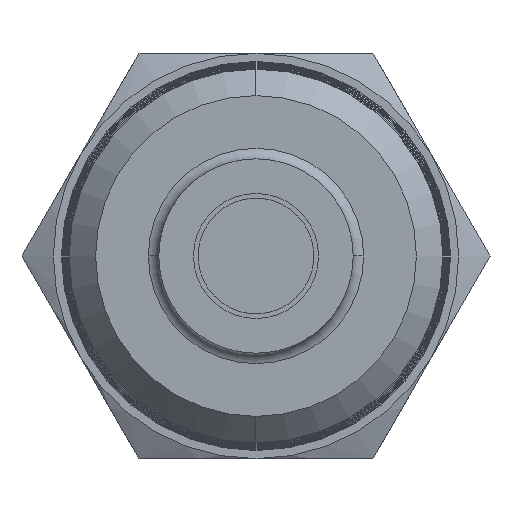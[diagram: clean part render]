
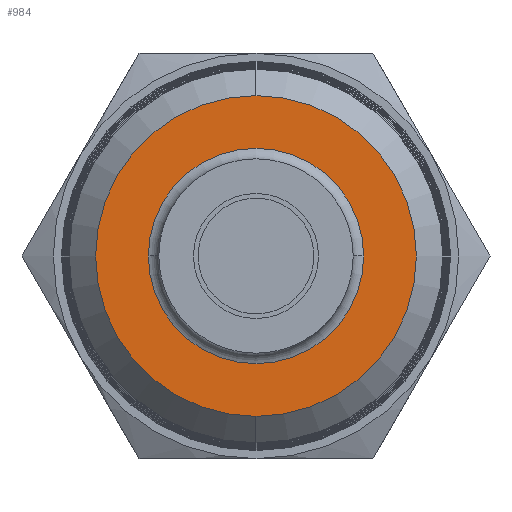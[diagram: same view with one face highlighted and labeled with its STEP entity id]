
A CAD part, front view. The second image highlights one B-rep face of the part: STEP entity #984.
In plain terms, the highlighted planar face has unit normal (0, -1, 0).
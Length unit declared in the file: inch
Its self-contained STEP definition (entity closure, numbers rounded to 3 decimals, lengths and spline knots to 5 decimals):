
#69 = DIRECTION ( 'NONE',  ( 0., 0., -1. ) ) ;
#71 = DIRECTION ( 'NONE',  ( 0., 1., 0. ) ) ;
#72 = CARTESIAN_POINT ( 'NONE',  ( 0., -1.21, 0. ) ) ;
#74 = DIRECTION ( 'NONE',  ( 0., 0., 1. ) ) ;
#76 = DIRECTION ( 'NONE',  ( 0., -1., 0. ) ) ;
#77 = CARTESIAN_POINT ( 'NONE',  ( 0., -1.21, 0. ) ) ;
#864 = DIRECTION ( 'NONE',  ( 0., 0., 1. ) ) ;
#865 = DIRECTION ( 'NONE',  ( 0., -1., 0. ) ) ;
#870 = CARTESIAN_POINT ( 'NONE',  ( 0.17316, -1.21, 0. ) ) ;
#872 = PLANE ( 'NONE',  #3269 ) ;
#984 = ADVANCED_FACE ( 'NONE', ( #1526, #1518 ), #872, .T. ) ;
#1176 = CIRCLE ( 'NONE', #3095, 0.34631 ) ;
#1211 = CIRCLE ( 'NONE', #3103, 0.2325 ) ;
#1518 = FACE_OUTER_BOUND ( 'NONE', #1748, .T. ) ;
#1526 = FACE_BOUND ( 'NONE', #1705, .T. ) ;
#1705 = EDGE_LOOP ( 'NONE', ( #3652, #3653 ) ) ;
#1748 = EDGE_LOOP ( 'NONE', ( #3654, #3655 ) ) ;
#1803 = CIRCLE ( 'NONE', #2279, 0.34631 ) ;
#1804 = CIRCLE ( 'NONE', #2280, 0.2325 ) ;
#2004 = VERTEX_POINT ( 'NONE', #2856 ) ;
#2007 = VERTEX_POINT ( 'NONE', #2853 ) ;
#2011 = VERTEX_POINT ( 'NONE', #2849 ) ;
#2012 = VERTEX_POINT ( 'NONE', #2848 ) ;
#2279 = AXIS2_PLACEMENT_3D ( 'NONE', #72, #71, #69 ) ;
#2280 = AXIS2_PLACEMENT_3D ( 'NONE', #77, #76, #74 ) ;
#2480 = DIRECTION ( 'NONE',  ( 0., 0., -1. ) ) ;
#2481 = DIRECTION ( 'NONE',  ( 0., 1., 0. ) ) ;
#2483 = CARTESIAN_POINT ( 'NONE',  ( 0., -1.21, 0. ) ) ;
#2557 = DIRECTION ( 'NONE',  ( 0., 0., 1. ) ) ;
#2558 = DIRECTION ( 'NONE',  ( 0., -1., 0. ) ) ;
#2559 = CARTESIAN_POINT ( 'NONE',  ( 0., -1.21, 0. ) ) ;
#2848 = CARTESIAN_POINT ( 'NONE',  ( 0., -1.21, 0.2325 ) ) ;
#2849 = CARTESIAN_POINT ( 'NONE',  ( 0., -1.21, -0.2325 ) ) ;
#2853 = CARTESIAN_POINT ( 'NONE',  ( 0., -1.21, 0.34631 ) ) ;
#2856 = CARTESIAN_POINT ( 'NONE',  ( 0., -1.21, -0.34631 ) ) ;
#3095 = AXIS2_PLACEMENT_3D ( 'NONE', #2483, #2481, #2480 ) ;
#3103 = AXIS2_PLACEMENT_3D ( 'NONE', #2559, #2558, #2557 ) ;
#3269 = AXIS2_PLACEMENT_3D ( 'NONE', #870, #865, #864 ) ;
#3360 = EDGE_CURVE ( 'NONE', #2011, #2012, #1211, .T. ) ;
#3383 = EDGE_CURVE ( 'NONE', #2004, #2007, #1176, .T. ) ;
#3557 = EDGE_CURVE ( 'NONE', #2012, #2011, #1804, .T. ) ;
#3558 = EDGE_CURVE ( 'NONE', #2007, #2004, #1803, .T. ) ;
#3652 = ORIENTED_EDGE ( 'NONE', *, *, #3557, .F. ) ;
#3653 = ORIENTED_EDGE ( 'NONE', *, *, #3360, .F. ) ;
#3654 = ORIENTED_EDGE ( 'NONE', *, *, #3383, .F. ) ;
#3655 = ORIENTED_EDGE ( 'NONE', *, *, #3558, .F. ) ;
